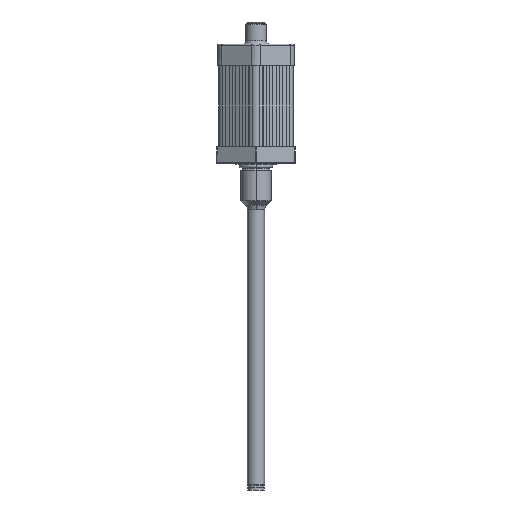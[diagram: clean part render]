
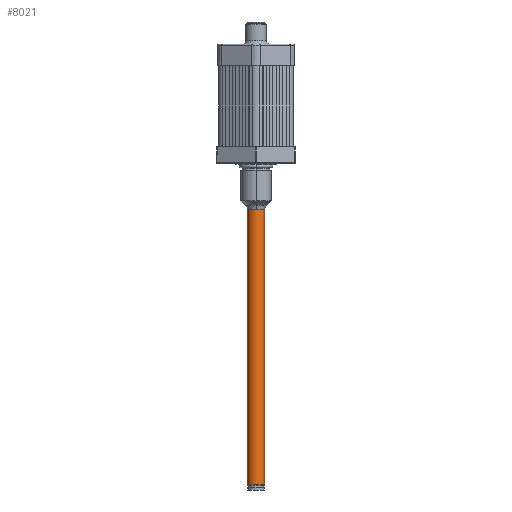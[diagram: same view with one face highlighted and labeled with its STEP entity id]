
A CAD part, front view. The second image highlights one B-rep face of the part: STEP entity #8021.
In plain terms, the highlighted cylindrical face has radius 5 mm (diameter 10 mm), a partial arc.
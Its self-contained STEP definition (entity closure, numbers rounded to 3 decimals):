
#2174 = EDGE_CURVE ( 'NONE', #5826, #13960, #28286, .T. ) ;
#4380 = EDGE_CURVE ( 'NONE', #5826, #11283, #6171, .T. ) ;
#5826 = VERTEX_POINT ( 'NONE', #35313 ) ;
#6171 = LINE ( 'NONE', #13594, #28418 ) ;
#6570 = CARTESIAN_POINT ( 'NONE',  ( 5., 0., -10. ) ) ;
#8021 = ADVANCED_FACE ( 'NONE', ( #17343 ), #13564, .T. ) ;
#8088 = EDGE_LOOP ( 'NONE', ( #33332, #33079, #20893, #27674 ) ) ;
#8814 = CIRCLE ( 'NONE', #28222, 5. ) ;
#9526 = DIRECTION ( 'NONE',  ( 0., 0., -1. ) ) ;
#11283 = VERTEX_POINT ( 'NONE', #21382 ) ;
#11799 = AXIS2_PLACEMENT_3D ( 'NONE', #31004, #28727, #22783 ) ;
#12979 = DIRECTION ( 'NONE',  ( 0., 0., 1. ) ) ;
#13564 = CYLINDRICAL_SURFACE ( 'NONE', #11799, 5. ) ;
#13594 = CARTESIAN_POINT ( 'NONE',  ( -5., 0., -10. ) ) ;
#13960 = VERTEX_POINT ( 'NONE', #22450 ) ;
#14879 = LINE ( 'NONE', #6570, #29980 ) ;
#14915 = DIRECTION ( 'NONE',  ( 0., 0., 1. ) ) ;
#15903 = EDGE_CURVE ( 'NONE', #13960, #37332, #14879, .T. ) ;
#17343 = FACE_OUTER_BOUND ( 'NONE', #8088, .T. ) ;
#19581 = CARTESIAN_POINT ( 'NONE',  ( 5., 0., -197.5 ) ) ;
#19644 = DIRECTION ( 'NONE',  ( 0., 0., -1. ) ) ;
#20839 = CARTESIAN_POINT ( 'NONE',  ( 0., 0., -10. ) ) ;
#20893 = ORIENTED_EDGE ( 'NONE', *, *, #4380, .T. ) ;
#21382 = CARTESIAN_POINT ( 'NONE',  ( -5., 0., -197.5 ) ) ;
#22450 = CARTESIAN_POINT ( 'NONE',  ( 5., 0., -10. ) ) ;
#22783 = DIRECTION ( 'NONE',  ( -1., 0., 0. ) ) ;
#23366 = DIRECTION ( 'NONE',  ( 1., 0., 0. ) ) ;
#24510 = AXIS2_PLACEMENT_3D ( 'NONE', #20839, #14915, #23366 ) ;
#27674 = ORIENTED_EDGE ( 'NONE', *, *, #34153, .T. ) ;
#28222 = AXIS2_PLACEMENT_3D ( 'NONE', #31046, #12979, #34074 ) ;
#28286 = CIRCLE ( 'NONE', #24510, 5. ) ;
#28418 = VECTOR ( 'NONE', #19644, 1000. ) ;
#28727 = DIRECTION ( 'NONE',  ( 0., 0., -1. ) ) ;
#29980 = VECTOR ( 'NONE', #9526, 1000. ) ;
#31004 = CARTESIAN_POINT ( 'NONE',  ( 0., 0., -10. ) ) ;
#31046 = CARTESIAN_POINT ( 'NONE',  ( 0., 0., -197.5 ) ) ;
#33079 = ORIENTED_EDGE ( 'NONE', *, *, #2174, .F. ) ;
#33332 = ORIENTED_EDGE ( 'NONE', *, *, #15903, .F. ) ;
#34074 = DIRECTION ( 'NONE',  ( 1., 0., 0. ) ) ;
#34153 = EDGE_CURVE ( 'NONE', #11283, #37332, #8814, .T. ) ;
#35313 = CARTESIAN_POINT ( 'NONE',  ( -5., 0., -10. ) ) ;
#37332 = VERTEX_POINT ( 'NONE', #19581 ) ;
